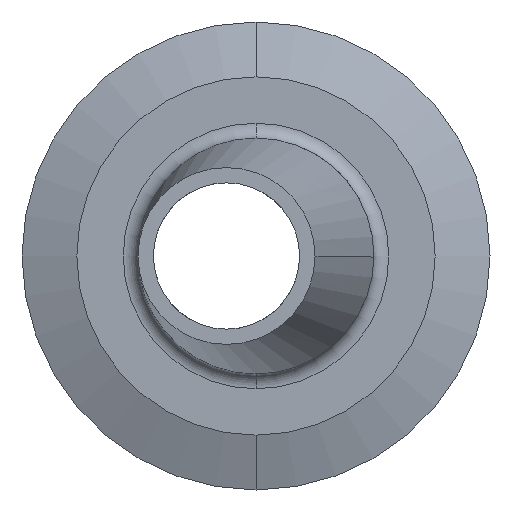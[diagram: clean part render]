
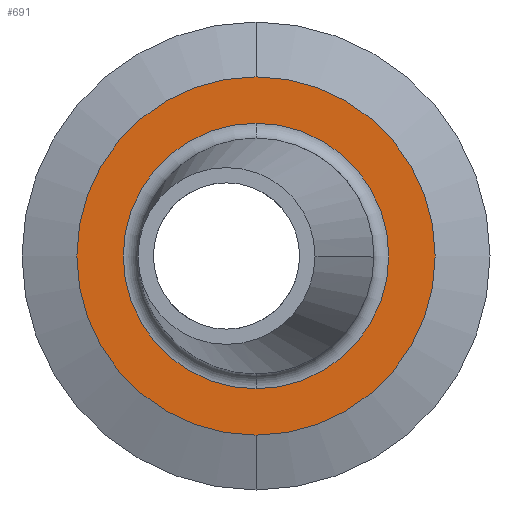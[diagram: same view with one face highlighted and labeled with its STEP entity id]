
A CAD part, front view. The second image highlights one B-rep face of the part: STEP entity #691.
In plain terms, the highlighted planar face has unit normal (0, -1, 0).
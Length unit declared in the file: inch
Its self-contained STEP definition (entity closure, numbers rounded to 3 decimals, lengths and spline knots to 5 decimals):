
#52 = DIRECTION ( 'NONE',  ( 0., 1., 0. ) ) ;
#57 = DIRECTION ( 'NONE',  ( 0., 1., 0. ) ) ;
#86 = DIRECTION ( 'NONE',  ( 0., 0., 1. ) ) ;
#173 = VERTEX_POINT ( 'NONE', #1040 ) ;
#177 = DIRECTION ( 'NONE',  ( 0., 0., 1. ) ) ;
#254 = AXIS2_PLACEMENT_3D ( 'NONE', #408, #517, #780 ) ;
#292 = AXIS2_PLACEMENT_3D ( 'NONE', #1324, #52, #426 ) ;
#332 = VERTEX_POINT ( 'NONE', #1168 ) ;
#353 = CARTESIAN_POINT ( 'NONE',  ( 0., 0., 0. ) ) ;
#357 = EDGE_CURVE ( 'NONE', #1568, #173, #766, .T. ) ;
#396 = EDGE_CURVE ( 'NONE', #1445, #332, #502, .T. ) ;
#408 = CARTESIAN_POINT ( 'NONE',  ( 0., 0., 0. ) ) ;
#419 = CARTESIAN_POINT ( 'NONE',  ( 0., 0., -0.75956 ) ) ;
#426 = DIRECTION ( 'NONE',  ( 0., 0., 1. ) ) ;
#448 = ORIENTED_EDGE ( 'NONE', *, *, #357, .T. ) ;
#464 = ORIENTED_EDGE ( 'NONE', *, *, #937, .F. ) ;
#502 = CIRCLE ( 'NONE', #639, 0.75956 ) ;
#517 = DIRECTION ( 'NONE',  ( 0., 1., 0. ) ) ;
#639 = AXIS2_PLACEMENT_3D ( 'NONE', #686, #57, #177 ) ;
#658 = EDGE_CURVE ( 'NONE', #173, #1568, #867, .T. ) ;
#686 = CARTESIAN_POINT ( 'NONE',  ( 0., 0., 0. ) ) ;
#691 = ADVANCED_FACE ( 'NONE', ( #1205, #1019 ), #1640, .F. ) ;
#717 = CARTESIAN_POINT ( 'NONE',  ( 0., 0., 0.56299 ) ) ;
#766 = CIRCLE ( 'NONE', #292, 0.56299 ) ;
#780 = DIRECTION ( 'NONE',  ( 0., 0., 1. ) ) ;
#797 = ORIENTED_EDGE ( 'NONE', *, *, #658, .T. ) ;
#867 = CIRCLE ( 'NONE', #1295, 0.56299 ) ;
#874 = DIRECTION ( 'NONE',  ( 0., 1., 0. ) ) ;
#887 = CIRCLE ( 'NONE', #254, 0.75956 ) ;
#937 = EDGE_CURVE ( 'NONE', #332, #1445, #887, .T. ) ;
#984 = CARTESIAN_POINT ( 'NONE',  ( 0.48228, 0., 0. ) ) ;
#1019 = FACE_OUTER_BOUND ( 'NONE', #1563, .T. ) ;
#1040 = CARTESIAN_POINT ( 'NONE',  ( 0., 0., -0.56299 ) ) ;
#1168 = CARTESIAN_POINT ( 'NONE',  ( 0., 0., 0.75956 ) ) ;
#1181 = ORIENTED_EDGE ( 'NONE', *, *, #396, .F. ) ;
#1205 = FACE_BOUND ( 'NONE', #1577, .T. ) ;
#1295 = AXIS2_PLACEMENT_3D ( 'NONE', #353, #1363, #1649 ) ;
#1324 = CARTESIAN_POINT ( 'NONE',  ( 0., 0., 0. ) ) ;
#1363 = DIRECTION ( 'NONE',  ( 0., 1., 0. ) ) ;
#1445 = VERTEX_POINT ( 'NONE', #419 ) ;
#1563 = EDGE_LOOP ( 'NONE', ( #464, #1181 ) ) ;
#1568 = VERTEX_POINT ( 'NONE', #717 ) ;
#1577 = EDGE_LOOP ( 'NONE', ( #448, #797 ) ) ;
#1620 = AXIS2_PLACEMENT_3D ( 'NONE', #984, #874, #86 ) ;
#1640 = PLANE ( 'NONE',  #1620 ) ;
#1649 = DIRECTION ( 'NONE',  ( 0., 0., 1. ) ) ;
